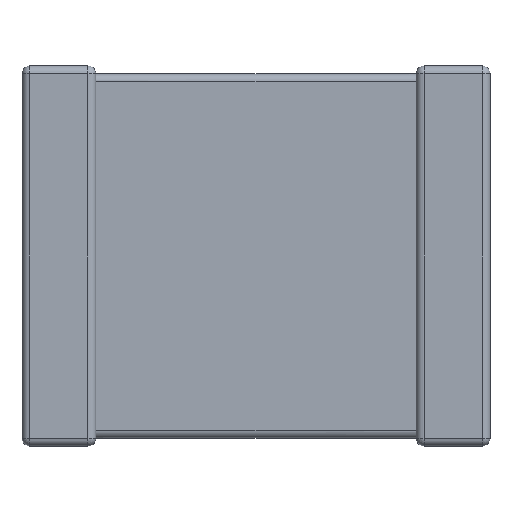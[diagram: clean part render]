
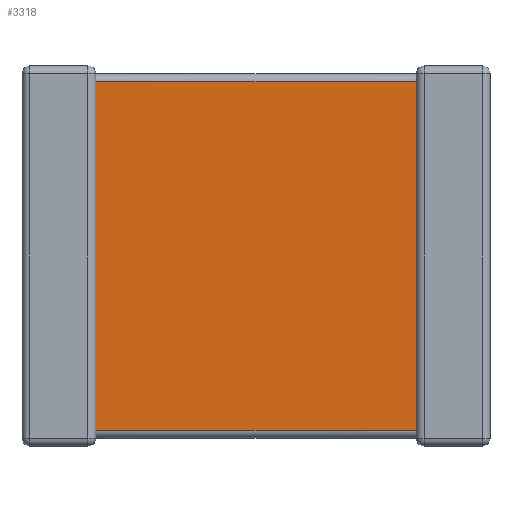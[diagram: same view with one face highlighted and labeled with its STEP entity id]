
A CAD part, front view. The second image highlights one B-rep face of the part: STEP entity #3318.
In plain terms, the highlighted planar face has unit normal (0, -1, 0).
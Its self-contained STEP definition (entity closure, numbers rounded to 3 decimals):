
#48 = CARTESIAN_POINT ( 'NONE',  ( 1.05, 0.112, -5.175 ) ) ;
#115 = CARTESIAN_POINT ( 'NONE',  ( 5.6, 0.112, -0.225 ) ) ;
#292 = VERTEX_POINT ( 'NONE', #477 ) ;
#387 = DIRECTION ( 'NONE',  ( -1., 0., 0. ) ) ;
#415 = EDGE_CURVE ( 'NONE', #1322, #292, #1228, .T. ) ;
#477 = CARTESIAN_POINT ( 'NONE',  ( 5.6, 0.112, -5.175 ) ) ;
#547 = CARTESIAN_POINT ( 'NONE',  ( 1.05, 0.112, -5.4 ) ) ;
#678 = EDGE_CURVE ( 'NONE', #4402, #3755, #823, .T. ) ;
#823 = LINE ( 'NONE', #3275, #1566 ) ;
#898 = DIRECTION ( 'NONE',  ( 0., -1., 0. ) ) ;
#1134 = EDGE_CURVE ( 'NONE', #292, #4402, #1378, .T. ) ;
#1228 = LINE ( 'NONE', #3699, #2013 ) ;
#1235 = ORIENTED_EDGE ( 'NONE', *, *, #1134, .T. ) ;
#1284 = EDGE_CURVE ( 'NONE', #1322, #3755, #3555, .T. ) ;
#1322 = VERTEX_POINT ( 'NONE', #48 ) ;
#1378 = LINE ( 'NONE', #2846, #2175 ) ;
#1432 = VECTOR ( 'NONE', #2881, 1000. ) ;
#1566 = VECTOR ( 'NONE', #387, 1000. ) ;
#2013 = VECTOR ( 'NONE', #4060, 1000. ) ;
#2175 = VECTOR ( 'NONE', #4520, 1000. ) ;
#2291 = FACE_OUTER_BOUND ( 'NONE', #2736, .T. ) ;
#2598 = ORIENTED_EDGE ( 'NONE', *, *, #415, .T. ) ;
#2736 = EDGE_LOOP ( 'NONE', ( #2914, #2598, #1235, #2949 ) ) ;
#2792 = AXIS2_PLACEMENT_3D ( 'NONE', #547, #898, #4406 ) ;
#2846 = CARTESIAN_POINT ( 'NONE',  ( 5.6, 0.112, -5.4 ) ) ;
#2881 = DIRECTION ( 'NONE',  ( 0., 0., 1. ) ) ;
#2914 = ORIENTED_EDGE ( 'NONE', *, *, #1284, .F. ) ;
#2949 = ORIENTED_EDGE ( 'NONE', *, *, #678, .T. ) ;
#3275 = CARTESIAN_POINT ( 'NONE',  ( 1.05, 0.112, -0.225 ) ) ;
#3318 = ADVANCED_FACE ( 'NONE', ( #2291 ), #3639, .T. ) ;
#3555 = LINE ( 'NONE', #3583, #1432 ) ;
#3583 = CARTESIAN_POINT ( 'NONE',  ( 1.05, 0.112, -5.4 ) ) ;
#3639 = PLANE ( 'NONE',  #2792 ) ;
#3699 = CARTESIAN_POINT ( 'NONE',  ( 5.6, 0.112, -5.175 ) ) ;
#3700 = CARTESIAN_POINT ( 'NONE',  ( 1.05, 0.112, -0.225 ) ) ;
#3755 = VERTEX_POINT ( 'NONE', #3700 ) ;
#4060 = DIRECTION ( 'NONE',  ( 1., 0., 0. ) ) ;
#4402 = VERTEX_POINT ( 'NONE', #115 ) ;
#4406 = DIRECTION ( 'NONE',  ( 0., 0., -1. ) ) ;
#4520 = DIRECTION ( 'NONE',  ( 0., 0., 1. ) ) ;
